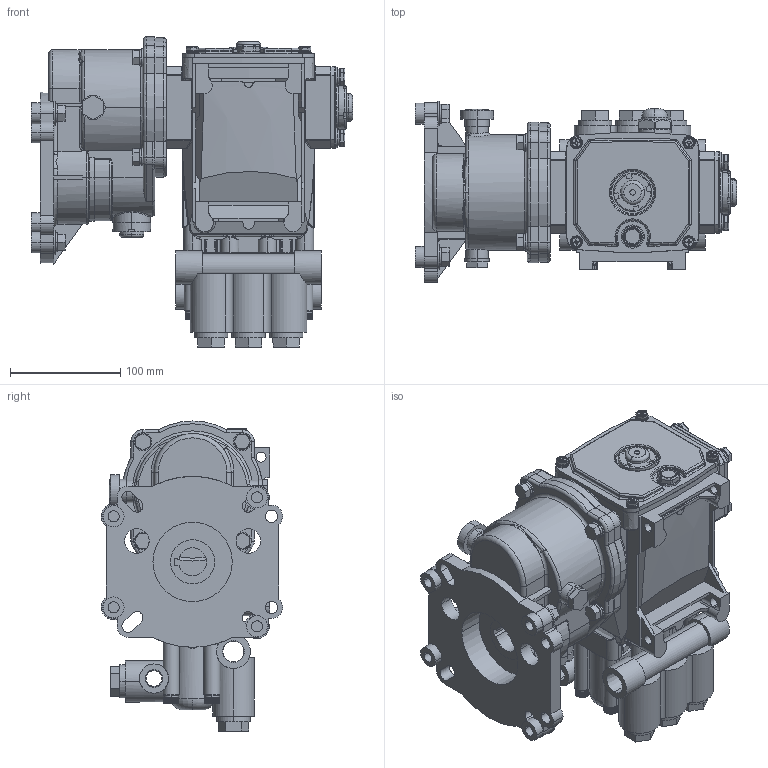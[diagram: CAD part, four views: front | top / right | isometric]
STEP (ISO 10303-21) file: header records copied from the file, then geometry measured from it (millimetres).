
FILE_DESCRIPTION (( 'STEP AP214' ), '1' );
FILE_NAME ('5CP3160CSSG1.STEP', '2015-07-21T20:57:23', ( '' ), ( '' ), 'SwSTEP 2.0', 'SolidWorks 2015', '' );
FILE_SCHEMA (( 'AUTOMOTIVE_DESIGN' ));
Length unit declared in the file: inch
Products named in the file (1): 5CP3160CSSG1
Bounding box: 290.82 x 164.13 x 280.83 mm (x, y, z)
Surface area: 350053 mm2 (no closed solid volume)
Topology: 0 solids, 17 shells, 1982 faces, 9524 edges, 6862 vertices
Faces by surface type: plane 907, cylinder 743, torus 171, bspline 107, cone 45, sphere 9
Entity records: 133731 total; most frequent: CARTESIAN_POINT 37376, ORIENTED_EDGE 14645, DIRECTION 13473, EDGE_CURVE 9510, VERTEX_POINT 6862, AXIS2_PLACEMENT_3D 4700, LINE 4073, VECTOR 4073
